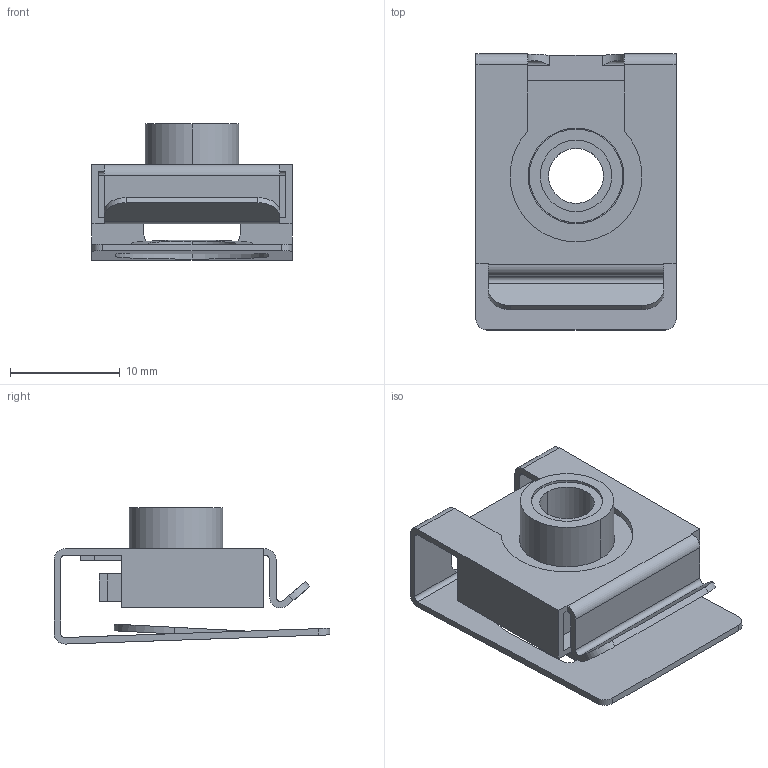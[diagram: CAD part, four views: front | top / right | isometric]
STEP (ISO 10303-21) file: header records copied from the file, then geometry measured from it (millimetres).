
FILE_DESCRIPTION (( 'STEP AP203' ), '1' );
FILE_NAME ('sone3D.STEP', '2016-11-02T06:29:31', ( '' ), ( '' ), 'SwSTEP 2.0', 'SolidWorks 2014', '' );
FILE_SCHEMA (( 'CONFIG_CONTROL_DESIGN' ));
Length unit declared in the file: millimetre
Products named in the file (4): C-176-B僫僢僩__C-176-B-M5; sone3D; C-176-B本体__C-176-B2; C-176-B可動制御プレート_
Assembly tree (3 placements, depth 2):
  sone3D
    C-176-B本体__C-176-B2
    C-176-B可動制御プレート_
    C-176-B僫僢僩__C-176-B-M5
Bounding box: 18.2 x 25.11 x 12.39 mm (x, y, z)
Volume: 1229.7 mm3; surface area: 3220.5 mm2
Topology: 3 solids, 3 shells, 109 faces, 305 edges, 202 vertices
Faces by surface type: plane 66, cylinder 41, cone 2
Entity records: 3951 total; most frequent: CARTESIAN_POINT 670, ORIENTED_EDGE 610, DIRECTION 597, EDGE_CURVE 305, LINE 219, VECTOR 219, VERTEX_POINT 202, AXIS2_PLACEMENT_3D 189
